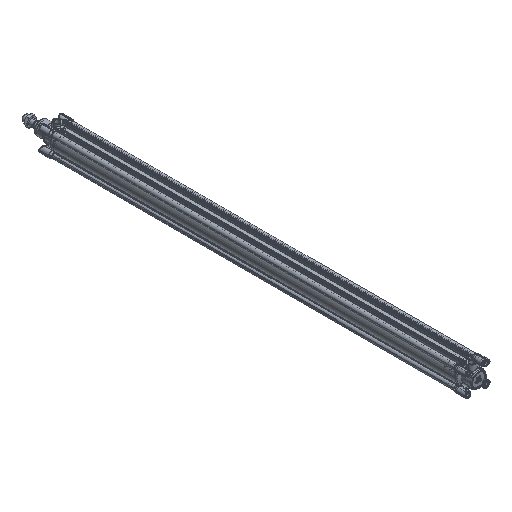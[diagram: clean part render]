
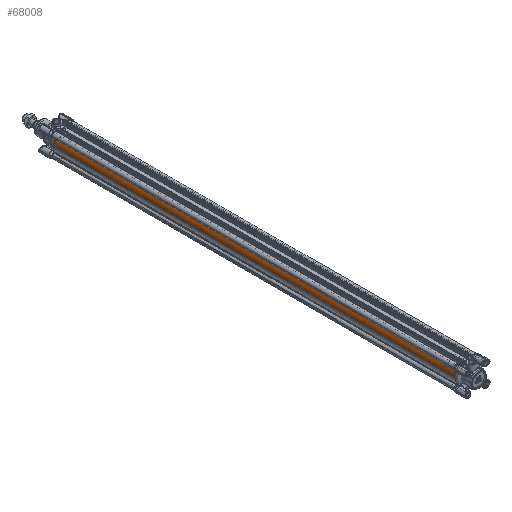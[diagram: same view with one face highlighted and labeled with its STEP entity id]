
A CAD part, isometric view. The second image highlights one B-rep face of the part: STEP entity #68008.
In plain terms, the highlighted cylindrical face has radius 27 mm (diameter 54 mm), a partial arc.
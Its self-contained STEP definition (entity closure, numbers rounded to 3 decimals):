
#300 = EDGE_CURVE ( 'NONE', #19658, #85686, #44839, .T. ) ;
#1073 = CARTESIAN_POINT ( 'NONE',  ( -27., 1031., 0. ) ) ;
#2423 = AXIS2_PLACEMENT_3D ( 'NONE', #13544, #96466, #5176 ) ;
#5176 = DIRECTION ( 'NONE',  ( 1., 0., 0. ) ) ;
#13544 = CARTESIAN_POINT ( 'NONE',  ( 0., 1075., 0. ) ) ;
#15891 = FACE_OUTER_BOUND ( 'NONE', #17976, .T. ) ;
#17976 = EDGE_LOOP ( 'NONE', ( #104516, #32984, #86895, #98227 ) ) ;
#18337 = VERTEX_POINT ( 'NONE', #90913 ) ;
#18678 = CARTESIAN_POINT ( 'NONE',  ( -27., 1075., 0. ) ) ;
#19658 = VERTEX_POINT ( 'NONE', #81946 ) ;
#21733 = LINE ( 'NONE', #1073, #55698 ) ;
#23649 = CARTESIAN_POINT ( 'NONE',  ( 0., 1031., 0. ) ) ;
#27386 = CIRCLE ( 'NONE', #2423, 27. ) ;
#32984 = ORIENTED_EDGE ( 'NONE', *, *, #95462, .F. ) ;
#41457 = CYLINDRICAL_SURFACE ( 'NONE', #47711, 27. ) ;
#41998 = VECTOR ( 'NONE', #103843, 1000. ) ;
#43275 = DIRECTION ( 'NONE',  ( 1., 0., 0. ) ) ;
#44381 = DIRECTION ( 'NONE',  ( 0., -1., 0. ) ) ;
#44839 = LINE ( 'NONE', #60985, #41998 ) ;
#47309 = EDGE_CURVE ( 'NONE', #18337, #109706, #21733, .T. ) ;
#47711 = AXIS2_PLACEMENT_3D ( 'NONE', #23649, #65943, #99916 ) ;
#55698 = VECTOR ( 'NONE', #109661, 1000. ) ;
#58360 = CARTESIAN_POINT ( 'NONE',  ( -22.483, 1075., 14.95 ) ) ;
#60985 = CARTESIAN_POINT ( 'NONE',  ( -22.483, 1031., 14.95 ) ) ;
#62900 = AXIS2_PLACEMENT_3D ( 'NONE', #92786, #44381, #43275 ) ;
#65943 = DIRECTION ( 'NONE',  ( 0., 1., 0. ) ) ;
#68008 = ADVANCED_FACE ( 'NONE', ( #15891 ), #41457, .T. ) ;
#78865 = CIRCLE ( 'NONE', #62900, 27. ) ;
#81946 = CARTESIAN_POINT ( 'NONE',  ( -22.483, 31., 14.95 ) ) ;
#85686 = VERTEX_POINT ( 'NONE', #58360 ) ;
#86895 = ORIENTED_EDGE ( 'NONE', *, *, #300, .T. ) ;
#90913 = CARTESIAN_POINT ( 'NONE',  ( -27., 31., 0. ) ) ;
#92786 = CARTESIAN_POINT ( 'NONE',  ( 0., 31., 0. ) ) ;
#93878 = EDGE_CURVE ( 'NONE', #85686, #109706, #27386, .T. ) ;
#95462 = EDGE_CURVE ( 'NONE', #19658, #18337, #78865, .T. ) ;
#96466 = DIRECTION ( 'NONE',  ( 0., -1., 0. ) ) ;
#98227 = ORIENTED_EDGE ( 'NONE', *, *, #93878, .T. ) ;
#99916 = DIRECTION ( 'NONE',  ( -1., 0., 0. ) ) ;
#103843 = DIRECTION ( 'NONE',  ( 0., 1., 0. ) ) ;
#104516 = ORIENTED_EDGE ( 'NONE', *, *, #47309, .F. ) ;
#109661 = DIRECTION ( 'NONE',  ( 0., 1., 0. ) ) ;
#109706 = VERTEX_POINT ( 'NONE', #18678 ) ;
